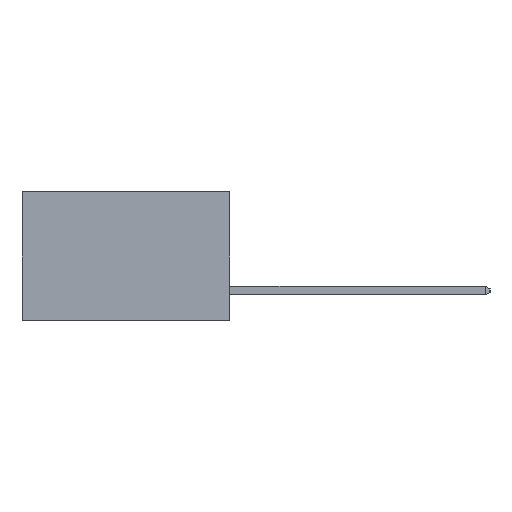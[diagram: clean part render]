
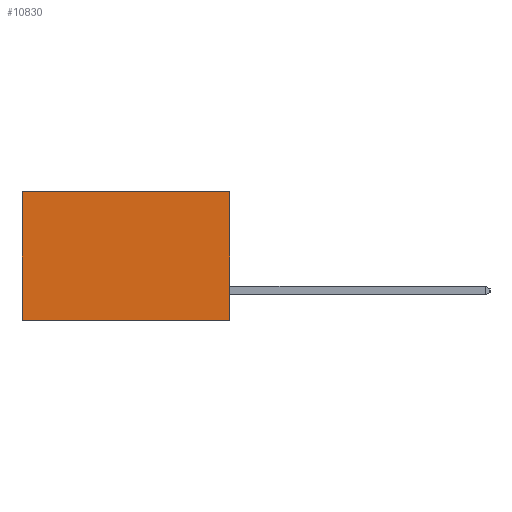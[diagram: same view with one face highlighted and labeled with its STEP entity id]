
A CAD part, left-side view. The second image highlights one B-rep face of the part: STEP entity #10830.
In plain terms, the highlighted planar face has unit normal (-1, 0, 0).
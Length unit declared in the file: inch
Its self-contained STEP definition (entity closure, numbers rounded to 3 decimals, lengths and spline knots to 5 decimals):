
#1328 = VECTOR ( 'NONE', #2242, 39.37008 ) ;
#1338 = ORIENTED_EDGE ( 'NONE', *, *, #8177, .T. ) ;
#1690 = CARTESIAN_POINT ( 'NONE',  ( 0.2615, 0., 0. ) ) ;
#2242 = DIRECTION ( 'NONE',  ( 0., 1., 0. ) ) ;
#2668 = ORIENTED_EDGE ( 'NONE', *, *, #8512, .T. ) ;
#2697 = DIRECTION ( 'NONE',  ( 0., 0., -1. ) ) ;
#2719 = CARTESIAN_POINT ( 'NONE',  ( 0.2615, 0., -0.37 ) ) ;
#3002 = EDGE_LOOP ( 'NONE', ( #1338, #4427, #4253, #2668 ) ) ;
#4253 = ORIENTED_EDGE ( 'NONE', *, *, #9446, .F. ) ;
#4427 = ORIENTED_EDGE ( 'NONE', *, *, #9019, .F. ) ;
#6731 = PLANE ( 'NONE',  #15741 ) ;
#6884 = VERTEX_POINT ( 'NONE', #10070 ) ;
#7027 = VECTOR ( 'NONE', #2697, 39.37008 ) ;
#7046 = LINE ( 'NONE', #12615, #14114 ) ;
#8177 = EDGE_CURVE ( 'NONE', #11942, #14427, #13719, .T. ) ;
#8512 = EDGE_CURVE ( 'NONE', #6884, #11942, #15391, .T. ) ;
#8642 = CARTESIAN_POINT ( 'NONE',  ( 0.2615, 0.6, -0.37 ) ) ;
#8816 = DIRECTION ( 'NONE',  ( 0., 0., -1. ) ) ;
#9019 = EDGE_CURVE ( 'NONE', #16164, #14427, #7046, .T. ) ;
#9021 = FACE_OUTER_BOUND ( 'NONE', #3002, .T. ) ;
#9317 = CARTESIAN_POINT ( 'NONE',  ( 0.2615, 0.6, -0.37 ) ) ;
#9446 = EDGE_CURVE ( 'NONE', #6884, #16164, #10862, .T. ) ;
#10000 = VECTOR ( 'NONE', #8816, 39.37008 ) ;
#10040 = CARTESIAN_POINT ( 'NONE',  ( 0.2615, 0., -0.37 ) ) ;
#10070 = CARTESIAN_POINT ( 'NONE',  ( 0.2615, 0., 0. ) ) ;
#10830 = ADVANCED_FACE ( 'NONE', ( #9021 ), #6731, .F. ) ;
#10862 = LINE ( 'NONE', #2719, #7027 ) ;
#11942 = VERTEX_POINT ( 'NONE', #17822 ) ;
#12574 = DIRECTION ( 'NONE',  ( 0., 1., 0. ) ) ;
#12615 = CARTESIAN_POINT ( 'NONE',  ( 0.2615, 0., -0.37 ) ) ;
#13719 = LINE ( 'NONE', #9317, #10000 ) ;
#14114 = VECTOR ( 'NONE', #12574, 39.37008 ) ;
#14427 = VERTEX_POINT ( 'NONE', #8642 ) ;
#15391 = LINE ( 'NONE', #1690, #1328 ) ;
#15741 = AXIS2_PLACEMENT_3D ( 'NONE', #17877, #17144, #17160 ) ;
#16164 = VERTEX_POINT ( 'NONE', #10040 ) ;
#17144 = DIRECTION ( 'NONE',  ( 1., 0., 0. ) ) ;
#17160 = DIRECTION ( 'NONE',  ( 0., 0., -1. ) ) ;
#17822 = CARTESIAN_POINT ( 'NONE',  ( 0.2615, 0.6, 0. ) ) ;
#17877 = CARTESIAN_POINT ( 'NONE',  ( 0.2615, 0., -0.37 ) ) ;
